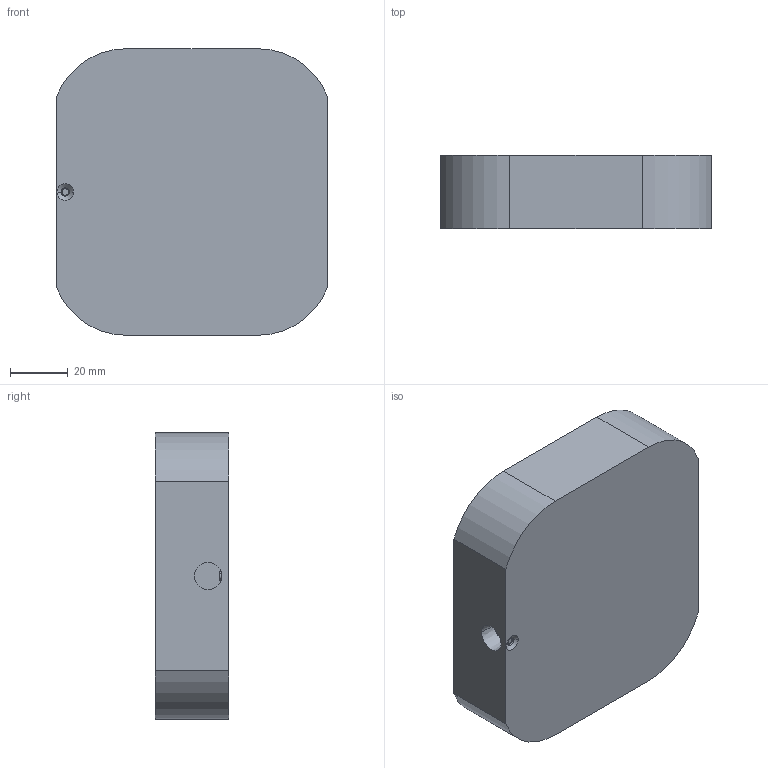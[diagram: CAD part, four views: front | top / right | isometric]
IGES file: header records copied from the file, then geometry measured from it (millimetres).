
Start section:  PTC IGES file: case_lin_mech_v2_bot.igs
Global section: file name: 49Hcase_lin_mech_v2_bot.igs; native system: Pro/ENGINEER by Parametric Technology Corporation; preprocessor: 2004090; author: ghiorso; organization: Unknown; date: 060215.224013; units: inch
Bounding box: 93.98 x 25.4 x 99.01 mm (x, y, z)
Surface area: 30216 mm2 (no closed solid volume)
Topology: 0 solids, 0 shells, 46 faces, 246 edges, 258 vertices
Faces by surface type: revolution 30, bspline 16
